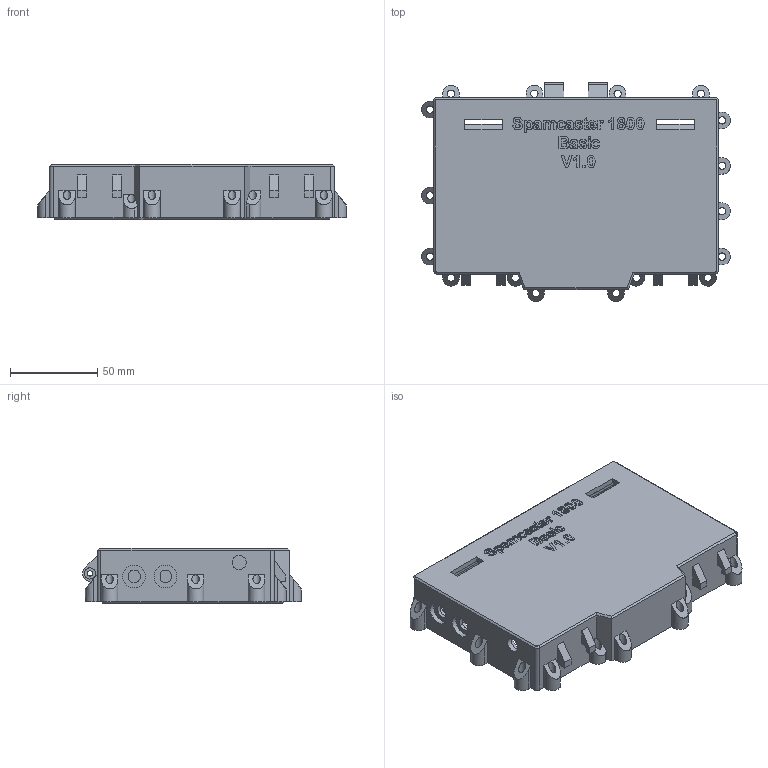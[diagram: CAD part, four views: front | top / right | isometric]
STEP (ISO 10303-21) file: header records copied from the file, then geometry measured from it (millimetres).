
FILE_DESCRIPTION(/* description */ (''),/* implementation_level */ '2;1');
FILE_NAME(/* name */ 'Case.step',/* time_stamp */ '2025-10-26T03:19:01-04:00',/* author */ (''),/* organization */ (''),/* preprocessor_version */ 'ST-DEVELOPER v20.1',/* originating_system */ 'Autodesk Translation Framework v14.17.0.0',/* authorisation */ '');
FILE_SCHEMA (('AUTOMOTIVE_DESIGN { 1 0 10303 214 3 1 1 }'));
Length unit declared in the file: millimetre
Products named in the file (1): 2025-10-26-03-19-00-799
Bounding box: 176.7 x 125.33 x 31.5 mm (x, y, z)
Volume: 98269.9 mm3; surface area: 78577.8 mm2
Topology: 1 solids, 1 shells, 850 faces, 2353 edges, 1543 vertices
Faces by surface type: plane 399, bspline 384, cylinder 59, cone 6, torus 2
Full cylindrical faces by diameter (mm): 2 x4, 2.3 x2, 3.1 x2, 4.2 x17, 6.5 x1, 8.1 x1, 10 x2, 12 x3, 13 x2
Entity records: 30429 total; most frequent: CARTESIAN_POINT 11248, ORIENTED_EDGE 4670, DIRECTION 2646, EDGE_CURVE 2335, VERTEX_POINT 1534, LINE 1422, VECTOR 1422, EDGE_LOOP 945
